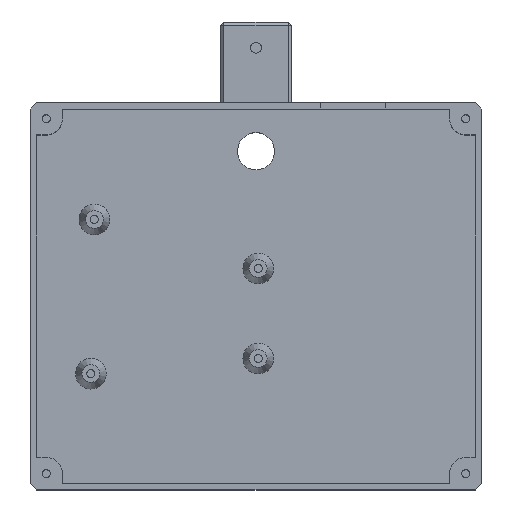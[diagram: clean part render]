
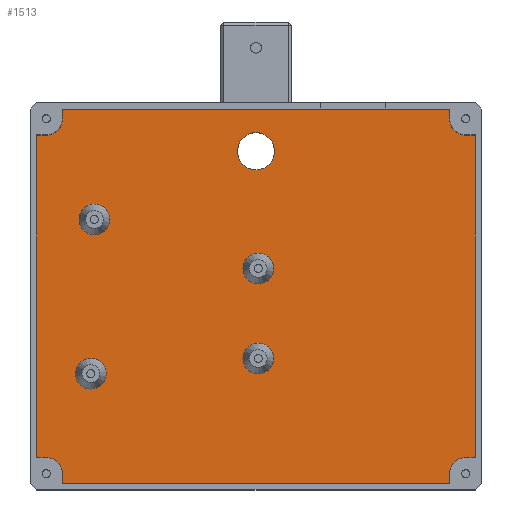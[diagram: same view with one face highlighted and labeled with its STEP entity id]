
A CAD part, top view. The second image highlights one B-rep face of the part: STEP entity #1513.
In plain terms, the highlighted planar face has unit normal (0, 0, 1).
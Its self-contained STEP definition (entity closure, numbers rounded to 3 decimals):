
#504 = EDGE_CURVE('',#505,#507,#509,.T.);
#505 = VERTEX_POINT('',#506);
#506 = CARTESIAN_POINT('',(60.,58.,2.));
#507 = VERTEX_POINT('',#508);
#508 = CARTESIAN_POINT('',(-60.,58.,2.));
#509 = LINE('',#510,#511);
#510 = CARTESIAN_POINT('',(68.,58.,2.));
#511 = VECTOR('',#512,1.);
#512 = DIRECTION('',(-1.,0.,0.));
#630 = EDGE_CURVE('',#505,#631,#633,.T.);
#631 = VERTEX_POINT('',#632);
#632 = CARTESIAN_POINT('',(60.,55.,2.));
#633 = LINE('',#634,#635);
#634 = CARTESIAN_POINT('',(60.,60.,2.));
#635 = VECTOR('',#636,1.);
#636 = DIRECTION('',(0.,-1.,0.));
#744 = EDGE_CURVE('',#631,#745,#747,.T.);
#745 = VERTEX_POINT('',#746);
#746 = CARTESIAN_POINT('',(65.,50.,2.));
#747 = CIRCLE('',#748,5.);
#748 = AXIS2_PLACEMENT_3D('',#749,#750,#751);
#749 = CARTESIAN_POINT('',(65.,55.,2.));
#750 = DIRECTION('',(-0.,0.,1.));
#751 = DIRECTION('',(0.,-1.,0.));
#793 = EDGE_CURVE('',#745,#794,#796,.T.);
#794 = VERTEX_POINT('',#795);
#795 = CARTESIAN_POINT('',(68.,50.,2.));
#796 = LINE('',#797,#798);
#797 = CARTESIAN_POINT('',(60.,50.,2.));
#798 = VECTOR('',#799,1.);
#799 = DIRECTION('',(1.,0.,0.));
#875 = EDGE_CURVE('',#876,#794,#878,.T.);
#876 = VERTEX_POINT('',#877);
#877 = CARTESIAN_POINT('',(68.,-50.,2.));
#878 = LINE('',#879,#880);
#879 = CARTESIAN_POINT('',(68.,-58.,2.));
#880 = VECTOR('',#881,1.);
#881 = DIRECTION('',(0.,1.,0.));
#916 = EDGE_CURVE('',#876,#917,#919,.T.);
#917 = VERTEX_POINT('',#918);
#918 = CARTESIAN_POINT('',(65.,-50.,2.));
#919 = LINE('',#920,#921);
#920 = CARTESIAN_POINT('',(70.,-50.,2.));
#921 = VECTOR('',#922,1.);
#922 = DIRECTION('',(-1.,0.,0.));
#940 = EDGE_CURVE('',#941,#917,#943,.T.);
#941 = VERTEX_POINT('',#942);
#942 = CARTESIAN_POINT('',(60.,-55.,2.));
#943 = CIRCLE('',#944,5.);
#944 = AXIS2_PLACEMENT_3D('',#945,#946,#947);
#945 = CARTESIAN_POINT('',(65.,-55.,2.));
#946 = DIRECTION('',(-0.,-0.,-1.));
#947 = DIRECTION('',(0.,-1.,0.));
#982 = EDGE_CURVE('',#941,#983,#985,.T.);
#983 = VERTEX_POINT('',#984);
#984 = CARTESIAN_POINT('',(60.,-58.,2.));
#985 = LINE('',#986,#987);
#986 = CARTESIAN_POINT('',(60.,-50.,2.));
#987 = VECTOR('',#988,1.);
#988 = DIRECTION('',(0.,-1.,0.));
#1006 = EDGE_CURVE('',#1007,#983,#1009,.T.);
#1007 = VERTEX_POINT('',#1008);
#1008 = CARTESIAN_POINT('',(-60.,-58.,2.));
#1009 = LINE('',#1010,#1011);
#1010 = CARTESIAN_POINT('',(-68.,-58.,2.));
#1011 = VECTOR('',#1012,1.);
#1012 = DIRECTION('',(1.,0.,0.));
#1096 = EDGE_CURVE('',#1097,#507,#1099,.T.);
#1097 = VERTEX_POINT('',#1098);
#1098 = CARTESIAN_POINT('',(-60.,55.,2.));
#1099 = LINE('',#1100,#1101);
#1100 = CARTESIAN_POINT('',(-60.,50.,2.));
#1101 = VECTOR('',#1102,1.);
#1102 = DIRECTION('',(0.,1.,0.));
#1120 = EDGE_CURVE('',#1007,#1121,#1123,.T.);
#1121 = VERTEX_POINT('',#1122);
#1122 = CARTESIAN_POINT('',(-60.,-55.,2.));
#1123 = LINE('',#1124,#1125);
#1124 = CARTESIAN_POINT('',(-60.,-60.,2.));
#1125 = VECTOR('',#1126,1.);
#1126 = DIRECTION('',(0.,1.,0.));
#1144 = EDGE_CURVE('',#1097,#1145,#1147,.T.);
#1145 = VERTEX_POINT('',#1146);
#1146 = CARTESIAN_POINT('',(-65.,50.,2.));
#1147 = CIRCLE('',#1148,5.);
#1148 = AXIS2_PLACEMENT_3D('',#1149,#1150,#1151);
#1149 = CARTESIAN_POINT('',(-65.,55.,2.));
#1150 = DIRECTION('',(-0.,-0.,-1.));
#1151 = DIRECTION('',(0.,-1.,0.));
#1169 = EDGE_CURVE('',#1170,#1121,#1172,.T.);
#1170 = VERTEX_POINT('',#1171);
#1171 = CARTESIAN_POINT('',(-65.,-50.,2.));
#1172 = CIRCLE('',#1173,5.);
#1173 = AXIS2_PLACEMENT_3D('',#1174,#1175,#1176);
#1174 = CARTESIAN_POINT('',(-65.,-55.,2.));
#1175 = DIRECTION('',(-0.,-0.,-1.));
#1176 = DIRECTION('',(0.,-1.,0.));
#1194 = EDGE_CURVE('',#1195,#1145,#1197,.T.);
#1195 = VERTEX_POINT('',#1196);
#1196 = CARTESIAN_POINT('',(-68.,50.,2.));
#1197 = LINE('',#1198,#1199);
#1198 = CARTESIAN_POINT('',(-70.,50.,2.));
#1199 = VECTOR('',#1200,1.);
#1200 = DIRECTION('',(1.,0.,0.));
#1218 = EDGE_CURVE('',#1170,#1219,#1221,.T.);
#1219 = VERTEX_POINT('',#1220);
#1220 = CARTESIAN_POINT('',(-68.,-50.,2.));
#1221 = LINE('',#1222,#1223);
#1222 = CARTESIAN_POINT('',(-60.,-50.,2.));
#1223 = VECTOR('',#1224,1.);
#1224 = DIRECTION('',(-1.,0.,0.));
#1242 = EDGE_CURVE('',#1195,#1219,#1243,.T.);
#1243 = LINE('',#1244,#1245);
#1244 = CARTESIAN_POINT('',(-68.,58.,2.));
#1245 = VECTOR('',#1246,1.);
#1246 = DIRECTION('',(0.,-1.,0.));
#1513 = ADVANCED_FACE('',(#1514,#1532,#1543,#1554,#1565,#1576),#1587,.T.
  );
#1514 = FACE_BOUND('',#1515,.T.);
#1515 = EDGE_LOOP('',(#1516,#1517,#1518,#1519,#1520,#1521,#1522,#1523,
    #1524,#1525,#1526,#1527,#1528,#1529,#1530,#1531));
#1516 = ORIENTED_EDGE('',*,*,#1120,.F.);
#1517 = ORIENTED_EDGE('',*,*,#1006,.T.);
#1518 = ORIENTED_EDGE('',*,*,#982,.F.);
#1519 = ORIENTED_EDGE('',*,*,#940,.T.);
#1520 = ORIENTED_EDGE('',*,*,#916,.F.);
#1521 = ORIENTED_EDGE('',*,*,#875,.T.);
#1522 = ORIENTED_EDGE('',*,*,#793,.F.);
#1523 = ORIENTED_EDGE('',*,*,#744,.F.);
#1524 = ORIENTED_EDGE('',*,*,#630,.F.);
#1525 = ORIENTED_EDGE('',*,*,#504,.T.);
#1526 = ORIENTED_EDGE('',*,*,#1096,.F.);
#1527 = ORIENTED_EDGE('',*,*,#1144,.T.);
#1528 = ORIENTED_EDGE('',*,*,#1194,.F.);
#1529 = ORIENTED_EDGE('',*,*,#1242,.T.);
#1530 = ORIENTED_EDGE('',*,*,#1218,.F.);
#1531 = ORIENTED_EDGE('',*,*,#1169,.T.);
#1532 = FACE_BOUND('',#1533,.T.);
#1533 = EDGE_LOOP('',(#1534));
#1534 = ORIENTED_EDGE('',*,*,#1535,.F.);
#1535 = EDGE_CURVE('',#1536,#1536,#1538,.T.);
#1536 = VERTEX_POINT('',#1537);
#1537 = CARTESIAN_POINT('',(-51.2,-19.2,2.));
#1538 = CIRCLE('',#1539,4.75);
#1539 = AXIS2_PLACEMENT_3D('',#1540,#1541,#1542);
#1540 = CARTESIAN_POINT('',(-51.2,-23.95,2.));
#1541 = DIRECTION('',(0.,-0.,1.));
#1542 = DIRECTION('',(0.,1.,0.));
#1543 = FACE_BOUND('',#1544,.T.);
#1544 = EDGE_LOOP('',(#1545));
#1545 = ORIENTED_EDGE('',*,*,#1546,.F.);
#1546 = EDGE_CURVE('',#1547,#1547,#1549,.T.);
#1547 = VERTEX_POINT('',#1548);
#1548 = CARTESIAN_POINT('',(0.7,-14.5,2.));
#1549 = CIRCLE('',#1550,4.75);
#1550 = AXIS2_PLACEMENT_3D('',#1551,#1552,#1553);
#1551 = CARTESIAN_POINT('',(0.7,-19.25,2.));
#1552 = DIRECTION('',(0.,-0.,1.));
#1553 = DIRECTION('',(0.,1.,0.));
#1554 = FACE_BOUND('',#1555,.T.);
#1555 = EDGE_LOOP('',(#1556));
#1556 = ORIENTED_EDGE('',*,*,#1557,.F.);
#1557 = EDGE_CURVE('',#1558,#1558,#1560,.T.);
#1558 = VERTEX_POINT('',#1559);
#1559 = CARTESIAN_POINT('',(0.7,13.4,2.));
#1560 = CIRCLE('',#1561,4.75);
#1561 = AXIS2_PLACEMENT_3D('',#1562,#1563,#1564);
#1562 = CARTESIAN_POINT('',(0.7,8.65,2.));
#1563 = DIRECTION('',(0.,-0.,1.));
#1564 = DIRECTION('',(0.,1.,0.));
#1565 = FACE_BOUND('',#1566,.T.);
#1566 = EDGE_LOOP('',(#1567));
#1567 = ORIENTED_EDGE('',*,*,#1568,.F.);
#1568 = EDGE_CURVE('',#1569,#1569,#1571,.T.);
#1569 = VERTEX_POINT('',#1570);
#1570 = CARTESIAN_POINT('',(-50.1,28.6,2.));
#1571 = CIRCLE('',#1572,4.75);
#1572 = AXIS2_PLACEMENT_3D('',#1573,#1574,#1575);
#1573 = CARTESIAN_POINT('',(-50.1,23.85,2.));
#1574 = DIRECTION('',(0.,-0.,1.));
#1575 = DIRECTION('',(0.,1.,0.));
#1576 = FACE_BOUND('',#1577,.T.);
#1577 = EDGE_LOOP('',(#1578));
#1578 = ORIENTED_EDGE('',*,*,#1579,.F.);
#1579 = EDGE_CURVE('',#1580,#1580,#1582,.T.);
#1580 = VERTEX_POINT('',#1581);
#1581 = CARTESIAN_POINT('',(5.75,45.,2.));
#1582 = CIRCLE('',#1583,5.75);
#1583 = AXIS2_PLACEMENT_3D('',#1584,#1585,#1586);
#1584 = CARTESIAN_POINT('',(0.,45.,2.));
#1585 = DIRECTION('',(0.,0.,1.));
#1586 = DIRECTION('',(1.,0.,0.));
#1587 = PLANE('',#1588);
#1588 = AXIS2_PLACEMENT_3D('',#1589,#1590,#1591);
#1589 = CARTESIAN_POINT('',(0.,0.,2.));
#1590 = DIRECTION('',(0.,0.,1.));
#1591 = DIRECTION('',(1.,0.,0.));
